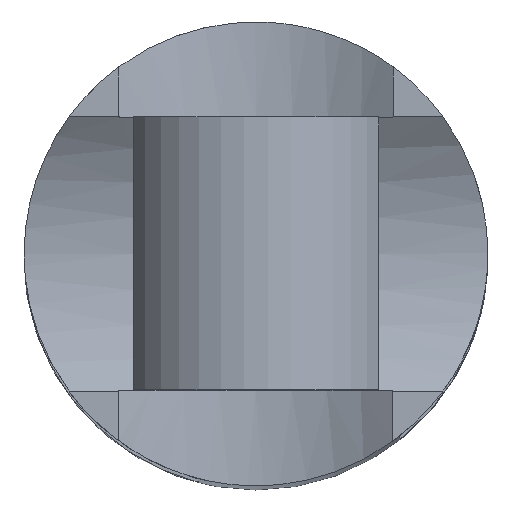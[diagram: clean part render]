
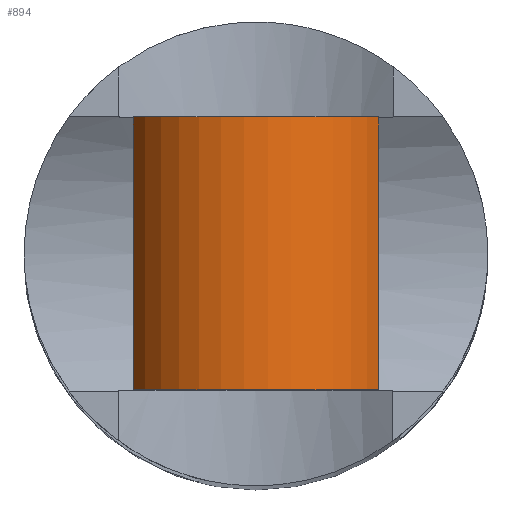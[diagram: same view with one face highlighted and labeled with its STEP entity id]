
A CAD part, top view. The second image highlights one B-rep face of the part: STEP entity #894.
In plain terms, the highlighted cylindrical face has radius 5 mm (diameter 10 mm), a partial arc.
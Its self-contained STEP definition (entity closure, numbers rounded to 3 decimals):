
#31=CYLINDRICAL_SURFACE('',#964,5.);
#44=CIRCLE('',#961,5.);
#47=CIRCLE('',#965,5.);
#83=FACE_OUTER_BOUND('',#134,.T.);
#134=EDGE_LOOP('',(#627,#628,#629,#630));
#203=LINE('',#1352,#295);
#210=LINE('',#1393,#302);
#295=VECTOR('',#1075,10.);
#302=VECTOR('',#1100,10.);
#383=VERTEX_POINT('',#1346);
#385=VERTEX_POINT('',#1350);
#392=VERTEX_POINT('',#1381);
#396=VERTEX_POINT('',#1391);
#476=EDGE_CURVE('',#383,#385,#203,.T.);
#484=EDGE_CURVE('',#392,#383,#44,.T.);
#489=EDGE_CURVE('',#385,#396,#47,.T.);
#490=EDGE_CURVE('',#396,#392,#210,.T.);
#627=ORIENTED_EDGE('',*,*,#476,.T.);
#628=ORIENTED_EDGE('',*,*,#489,.T.);
#629=ORIENTED_EDGE('',*,*,#490,.T.);
#630=ORIENTED_EDGE('',*,*,#484,.T.);
#894=ADVANCED_FACE('',(#83),#31,.T.);
#961=AXIS2_PLACEMENT_3D('',#1382,#1088,#1089);
#964=AXIS2_PLACEMENT_3D('',#1390,#1096,#1097);
#965=AXIS2_PLACEMENT_3D('',#1392,#1098,#1099);
#1075=DIRECTION('',(0.,1.,0.));
#1088=DIRECTION('center_axis',(0.,1.,0.));
#1089=DIRECTION('ref_axis',(-1.,0.,0.));
#1096=DIRECTION('center_axis',(0.,1.,0.));
#1097=DIRECTION('ref_axis',(-1.,0.,0.));
#1098=DIRECTION('center_axis',(0.,-1.,0.));
#1099=DIRECTION('ref_axis',(-1.,0.,0.));
#1100=DIRECTION('',(0.,-1.,0.));
#1346=CARTESIAN_POINT('',(4.5,-5.,98.979));
#1350=CARTESIAN_POINT('',(4.5,5.,98.979));
#1352=CARTESIAN_POINT('',(4.5,0.,98.979));
#1381=CARTESIAN_POINT('',(-4.5,-5.,98.979));
#1382=CARTESIAN_POINT('Origin',(0.,-5.,96.8));
#1390=CARTESIAN_POINT('Origin',(0.,0.,96.8));
#1391=CARTESIAN_POINT('',(-4.5,5.,98.979));
#1392=CARTESIAN_POINT('Origin',(0.,5.,96.8));
#1393=CARTESIAN_POINT('',(-4.5,0.,98.979));
